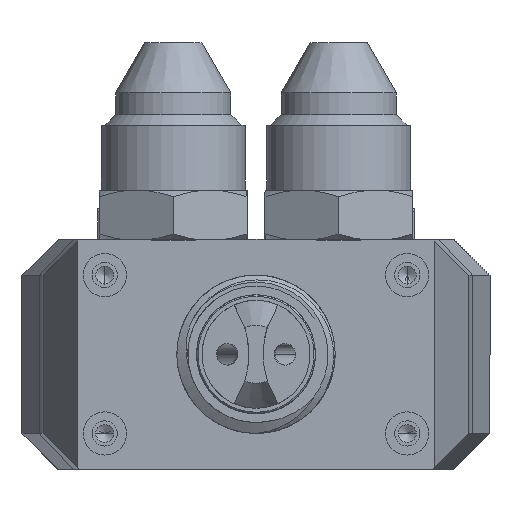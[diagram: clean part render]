
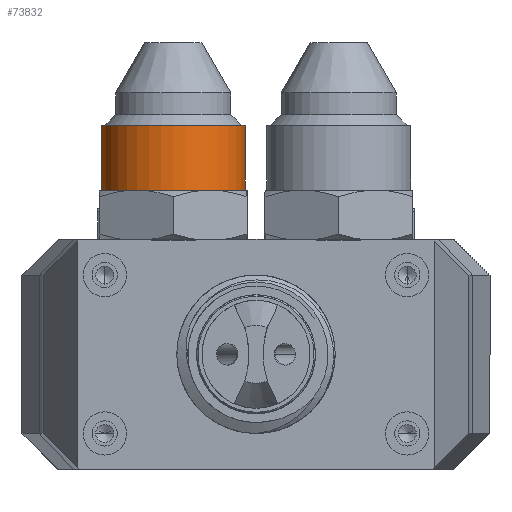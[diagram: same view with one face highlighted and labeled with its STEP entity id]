
A CAD part, front view. The second image highlights one B-rep face of the part: STEP entity #73832.
In plain terms, the highlighted cylindrical face has radius 10 mm (diameter 20 mm), a partial arc.
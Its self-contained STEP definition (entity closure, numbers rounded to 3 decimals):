
#567 = VERTEX_POINT ( 'NONE', #83932 ) ;
#1486 = ORIENTED_EDGE ( 'NONE', *, *, #4067, .T. ) ;
#4067 = EDGE_CURVE ( 'NONE', #11245, #567, #6824, .T. ) ;
#5038 = CARTESIAN_POINT ( 'NONE',  ( 10., 13.5, 0. ) ) ;
#6824 = CIRCLE ( 'NONE', #37723, 10. ) ;
#7939 = LINE ( 'NONE', #42963, #13844 ) ;
#10586 = CARTESIAN_POINT ( 'NONE',  ( -10., 22.5, 0. ) ) ;
#11245 = VERTEX_POINT ( 'NONE', #5038 ) ;
#13844 = VECTOR ( 'NONE', #79768, 1000. ) ;
#14788 = EDGE_CURVE ( 'NONE', #70442, #49362, #61198, .T. ) ;
#22121 = DIRECTION ( 'NONE',  ( 0., 1., 0. ) ) ;
#23433 = CYLINDRICAL_SURFACE ( 'NONE', #51104, 10. ) ;
#25617 = DIRECTION ( 'NONE',  ( 0., 1., 0. ) ) ;
#28493 = EDGE_CURVE ( 'NONE', #11245, #49362, #88734, .T. ) ;
#37627 = AXIS2_PLACEMENT_3D ( 'NONE', #74245, #52167, #66008 ) ;
#37723 = AXIS2_PLACEMENT_3D ( 'NONE', #85262, #22121, #76533 ) ;
#38164 = DIRECTION ( 'NONE',  ( -1., 0., 0. ) ) ;
#42963 = CARTESIAN_POINT ( 'NONE',  ( -10., 44.772, 0. ) ) ;
#44614 = DIRECTION ( 'NONE',  ( 0., 1., 0. ) ) ;
#48828 = EDGE_LOOP ( 'NONE', ( #79270, #1486, #52268, #62006 ) ) ;
#49362 = VERTEX_POINT ( 'NONE', #87839 ) ;
#51104 = AXIS2_PLACEMENT_3D ( 'NONE', #79630, #44614, #38164 ) ;
#52167 = DIRECTION ( 'NONE',  ( 0., -1., 0. ) ) ;
#52268 = ORIENTED_EDGE ( 'NONE', *, *, #65996, .T. ) ;
#53747 = CARTESIAN_POINT ( 'NONE',  ( 10., 44.772, 0. ) ) ;
#55150 = VECTOR ( 'NONE', #25617, 1000. ) ;
#61198 = CIRCLE ( 'NONE', #37627, 10. ) ;
#62006 = ORIENTED_EDGE ( 'NONE', *, *, #14788, .T. ) ;
#65996 = EDGE_CURVE ( 'NONE', #567, #70442, #7939, .T. ) ;
#66008 = DIRECTION ( 'NONE',  ( -1., 0., 0. ) ) ;
#70442 = VERTEX_POINT ( 'NONE', #10586 ) ;
#73832 = ADVANCED_FACE ( 'NONE', ( #86567 ), #23433, .T. ) ;
#74245 = CARTESIAN_POINT ( 'NONE',  ( 0., 22.5, 0. ) ) ;
#76533 = DIRECTION ( 'NONE',  ( -1., 0., 0. ) ) ;
#79270 = ORIENTED_EDGE ( 'NONE', *, *, #28493, .F. ) ;
#79630 = CARTESIAN_POINT ( 'NONE',  ( 0., 44.772, 0. ) ) ;
#79768 = DIRECTION ( 'NONE',  ( 0., 1., 0. ) ) ;
#83932 = CARTESIAN_POINT ( 'NONE',  ( -10., 13.5, 0. ) ) ;
#85262 = CARTESIAN_POINT ( 'NONE',  ( 0., 13.5, 0. ) ) ;
#86567 = FACE_OUTER_BOUND ( 'NONE', #48828, .T. ) ;
#87839 = CARTESIAN_POINT ( 'NONE',  ( 10., 22.5, 0. ) ) ;
#88734 = LINE ( 'NONE', #53747, #55150 ) ;
